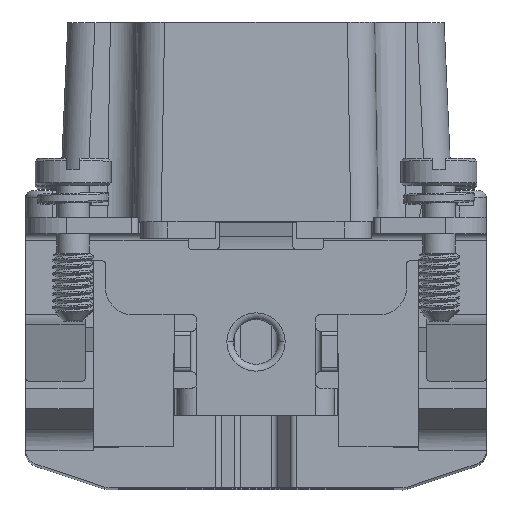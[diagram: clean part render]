
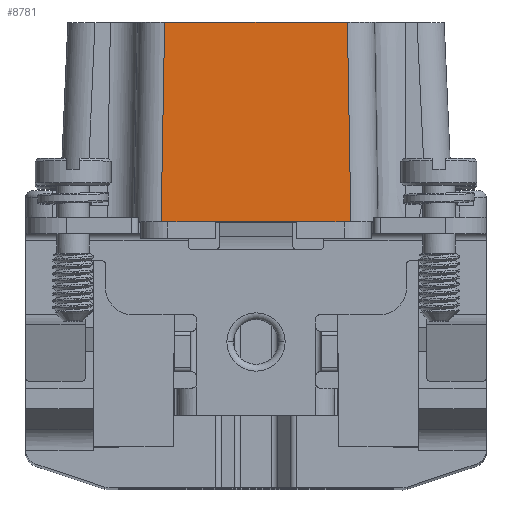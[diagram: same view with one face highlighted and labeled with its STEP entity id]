
A CAD part, front view. The second image highlights one B-rep face of the part: STEP entity #8781.
In plain terms, the highlighted planar face has unit normal (0, -1, 0.024).
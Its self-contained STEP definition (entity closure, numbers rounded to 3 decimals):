
#1349=PLANE('',#40394);
#2644=LINE('',#54515,#5574);
#2661=LINE('',#54566,#5591);
#2874=LINE('',#55881,#5804);
#3092=LINE('',#57033,#6022);
#3093=LINE('',#57034,#6023);
#5574=VECTOR('',#43886,1.);
#5591=VECTOR('',#43913,1.);
#5804=VECTOR('',#44438,1.);
#6022=VECTOR('',#44922,1.);
#6023=VECTOR('',#44923,1.);
#8781=ADVANCED_FACE('',(#11158),#1349,.F.);
#11158=FACE_OUTER_BOUND('',#13155,.T.);
#13155=EDGE_LOOP('',(#17945,#17946,#17947,#17948,#17949,#17950,#17951,#17952,
#17953,#17954));
#15478=B_SPLINE_CURVE_WITH_KNOTS('',3,(#57012,#57013,#57014,#57015),
 .UNSPECIFIED.,.F.,.F.,(4,4),(0.,1.),.UNSPECIFIED.);
#15479=B_SPLINE_CURVE_WITH_KNOTS('',3,(#57017,#57018,#57019,#57020),
 .UNSPECIFIED.,.F.,.F.,(4,4),(0.,1.),.UNSPECIFIED.);
#15480=B_SPLINE_CURVE_WITH_KNOTS('',3,(#57022,#57023,#57024,#57025),
 .UNSPECIFIED.,.F.,.F.,(4,4),(0.,1.),.UNSPECIFIED.);
#15481=B_SPLINE_CURVE_WITH_KNOTS('',3,(#57027,#57028,#57029,#57030,#57031,
#57032),.UNSPECIFIED.,.F.,.F.,(4,1,1,4),(0.,0.333,0.667,
1.),.UNSPECIFIED.);
#15482=B_SPLINE_CURVE_WITH_KNOTS('',3,(#57035,#57036,#57037,#57038,#57039,
#57040),.UNSPECIFIED.,.F.,.F.,(4,1,1,4),(0.,0.333,0.667,
1.),.UNSPECIFIED.);
#17945=ORIENTED_EDGE('',*,*,#33439,.T.);
#17946=ORIENTED_EDGE('',*,*,#33438,.T.);
#17947=ORIENTED_EDGE('',*,*,#33440,.T.);
#17948=ORIENTED_EDGE('',*,*,#33441,.F.);
#17949=ORIENTED_EDGE('',*,*,#32706,.T.);
#17950=ORIENTED_EDGE('',*,*,#33442,.F.);
#17951=ORIENTED_EDGE('',*,*,#33090,.F.);
#17952=ORIENTED_EDGE('',*,*,#33443,.F.);
#17953=ORIENTED_EDGE('',*,*,#32685,.F.);
#17954=ORIENTED_EDGE('',*,*,#33444,.F.);
#28718=VERTEX_POINT('',#54514);
#28719=VERTEX_POINT('',#54516);
#28737=VERTEX_POINT('',#54565);
#28738=VERTEX_POINT('',#54567);
#29067=VERTEX_POINT('',#55880);
#29068=VERTEX_POINT('',#55882);
#29294=VERTEX_POINT('',#57009);
#29295=VERTEX_POINT('',#57011);
#29296=VERTEX_POINT('',#57021);
#29297=VERTEX_POINT('',#57026);
#32685=EDGE_CURVE('',#28718,#28719,#2644,.T.);
#32706=EDGE_CURVE('',#28738,#28737,#2661,.T.);
#33090=EDGE_CURVE('',#29067,#29068,#2874,.T.);
#33438=EDGE_CURVE('',#29294,#29295,#15478,.T.);
#33439=EDGE_CURVE('',#29296,#29294,#15479,.T.);
#33440=EDGE_CURVE('',#29295,#29297,#15480,.T.);
#33441=EDGE_CURVE('',#28738,#29297,#15481,.T.);
#33442=EDGE_CURVE('',#29068,#28737,#3092,.T.);
#33443=EDGE_CURVE('',#28719,#29067,#3093,.T.);
#33444=EDGE_CURVE('',#29296,#28718,#15482,.T.);
#40394=AXIS2_PLACEMENT_3D('',#57041,#44924,#44925);
#43886=DIRECTION('',(-1.,0.,0.));
#43913=DIRECTION('',(1.,0.,0.));
#44438=DIRECTION('',(1.,0.,0.));
#44922=DIRECTION('',(0.017,-0.024,-1.));
#44923=DIRECTION('',(0.017,0.024,1.));
#44924=DIRECTION('',(0.,1.,-0.024));
#44925=DIRECTION('',(0.,0.024,1.));
#54514=CARTESIAN_POINT('',(-6.521,-70.564,7.183));
#54515=CARTESIAN_POINT('',(-6.521,-70.564,7.183));
#54516=CARTESIAN_POINT('',(-7.,-70.564,7.183));
#54565=CARTESIAN_POINT('',(7.,-70.564,7.183));
#54566=CARTESIAN_POINT('',(6.521,-70.564,7.183));
#54567=CARTESIAN_POINT('',(6.521,-70.564,7.183));
#55880=CARTESIAN_POINT('',(-6.743,-70.217,21.931));
#55881=CARTESIAN_POINT('',(-6.743,-70.217,21.931));
#55882=CARTESIAN_POINT('',(6.743,-70.217,21.931));
#57009=CARTESIAN_POINT('',(-3.,-70.564,7.183));
#57011=CARTESIAN_POINT('',(3.,-70.564,7.183));
#57012=CARTESIAN_POINT('',(-3.,-70.564,7.183));
#57013=CARTESIAN_POINT('',(-1.,-70.564,7.183));
#57014=CARTESIAN_POINT('',(1.,-70.564,7.183));
#57015=CARTESIAN_POINT('',(3.,-70.564,7.183));
#57017=CARTESIAN_POINT('',(-6.5,-70.564,7.176));
#57018=CARTESIAN_POINT('',(-5.333,-70.564,7.178));
#57019=CARTESIAN_POINT('',(-4.167,-70.564,7.181));
#57020=CARTESIAN_POINT('',(-3.,-70.564,7.183));
#57021=CARTESIAN_POINT('',(-6.5,-70.564,7.176));
#57022=CARTESIAN_POINT('',(3.,-70.564,7.183));
#57023=CARTESIAN_POINT('',(4.167,-70.564,7.181));
#57024=CARTESIAN_POINT('',(5.333,-70.564,7.178));
#57025=CARTESIAN_POINT('',(6.5,-70.564,7.176));
#57026=CARTESIAN_POINT('',(6.5,-70.564,7.176));
#57027=CARTESIAN_POINT('',(6.521,-70.564,7.183));
#57028=CARTESIAN_POINT('',(6.519,-70.564,7.181));
#57029=CARTESIAN_POINT('',(6.515,-70.564,7.179));
#57030=CARTESIAN_POINT('',(6.507,-70.564,7.177));
#57031=CARTESIAN_POINT('',(6.503,-70.564,7.176));
#57032=CARTESIAN_POINT('',(6.5,-70.564,7.176));
#57033=CARTESIAN_POINT('',(6.743,-70.217,21.931));
#57034=CARTESIAN_POINT('',(-7.,-70.564,7.183));
#57035=CARTESIAN_POINT('',(-6.5,-70.564,7.176));
#57036=CARTESIAN_POINT('',(-6.502,-70.564,7.176));
#57037=CARTESIAN_POINT('',(-6.507,-70.564,7.177));
#57038=CARTESIAN_POINT('',(-6.514,-70.564,7.179));
#57039=CARTESIAN_POINT('',(-6.519,-70.564,7.181));
#57040=CARTESIAN_POINT('',(-6.521,-70.564,7.183));
#57041=CARTESIAN_POINT('',(0.,-70.564,7.17));
